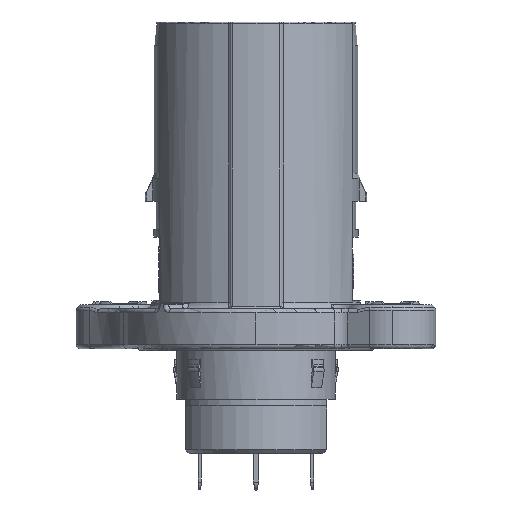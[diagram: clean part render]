
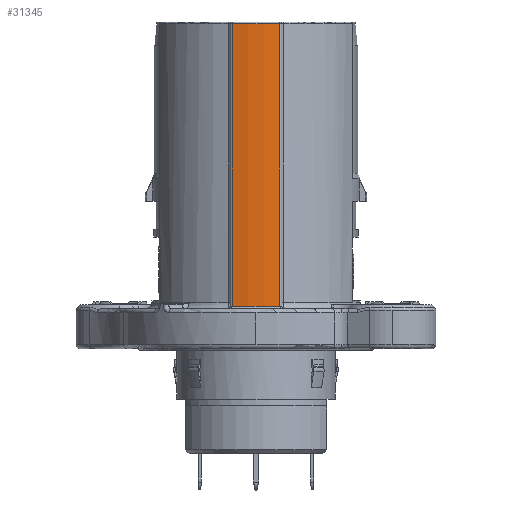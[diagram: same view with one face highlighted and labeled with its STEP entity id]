
A CAD part, left-side view. The second image highlights one B-rep face of the part: STEP entity #31345.
In plain terms, the highlighted cylindrical face has radius 14.95 mm (diameter 29.9 mm), a partial arc.
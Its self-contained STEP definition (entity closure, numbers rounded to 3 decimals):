
#1731 = CARTESIAN_POINT ( 'NONE',  ( -14.644, -3.01, 5.3 ) ) ;
#6491 = CIRCLE ( 'NONE', #99029, 14.95 ) ;
#16147 = VERTEX_POINT ( 'NONE', #1731 ) ;
#18410 = EDGE_CURVE ( 'NONE', #16147, #70493, #65081, .T. ) ;
#18865 = CARTESIAN_POINT ( 'NONE',  ( -14.644, 3.01, -1.882 ) ) ;
#20286 = CYLINDRICAL_SURFACE ( 'NONE', #76997, 14.95 ) ;
#20344 = CARTESIAN_POINT ( 'NONE',  ( -14.644, -3.01, 40.8 ) ) ;
#22029 = CARTESIAN_POINT ( 'NONE',  ( 0., 0., 40.8 ) ) ;
#24258 = CIRCLE ( 'NONE', #45711, 14.95 ) ;
#25756 = VECTOR ( 'NONE', #85028, 1000. ) ;
#26655 = ORIENTED_EDGE ( 'NONE', *, *, #44279, .T. ) ;
#29722 = CARTESIAN_POINT ( 'NONE',  ( -14.644, -3.01, -1.882 ) ) ;
#31345 = ADVANCED_FACE ( 'NONE', ( #59723 ), #20286, .T. ) ;
#33178 = ORIENTED_EDGE ( 'NONE', *, *, #85508, .T. ) ;
#34272 = ORIENTED_EDGE ( 'NONE', *, *, #18410, .T. ) ;
#38714 = LINE ( 'NONE', #18865, #54121 ) ;
#42057 = DIRECTION ( 'NONE',  ( 1., 0., 0. ) ) ;
#44279 = EDGE_CURVE ( 'NONE', #92957, #16147, #6491, .T. ) ;
#44975 = DIRECTION ( 'NONE',  ( 0., 0., 1. ) ) ;
#45711 = AXIS2_PLACEMENT_3D ( 'NONE', #22029, #112329, #58524 ) ;
#48853 = ORIENTED_EDGE ( 'NONE', *, *, #63855, .T. ) ;
#54121 = VECTOR ( 'NONE', #82050, 1000. ) ;
#54827 = CARTESIAN_POINT ( 'NONE',  ( -14.644, 3.01, 5.3 ) ) ;
#58524 = DIRECTION ( 'NONE',  ( 1., 0., 0. ) ) ;
#59723 = FACE_OUTER_BOUND ( 'NONE', #110579, .T. ) ;
#63855 = EDGE_CURVE ( 'NONE', #70493, #88544, #24258, .T. ) ;
#65081 = LINE ( 'NONE', #29722, #25756 ) ;
#70493 = VERTEX_POINT ( 'NONE', #20344 ) ;
#72003 = CARTESIAN_POINT ( 'NONE',  ( 0., 0., 5.3 ) ) ;
#74420 = CARTESIAN_POINT ( 'NONE',  ( -14.644, 3.01, 40.8 ) ) ;
#76997 = AXIS2_PLACEMENT_3D ( 'NONE', #103757, #95423, #42057 ) ;
#81034 = DIRECTION ( 'NONE',  ( 1., 0., 0. ) ) ;
#82050 = DIRECTION ( 'NONE',  ( 0., 0., -1. ) ) ;
#85028 = DIRECTION ( 'NONE',  ( 0., 0., 1. ) ) ;
#85508 = EDGE_CURVE ( 'NONE', #88544, #92957, #38714, .T. ) ;
#88544 = VERTEX_POINT ( 'NONE', #74420 ) ;
#92957 = VERTEX_POINT ( 'NONE', #54827 ) ;
#95423 = DIRECTION ( 'NONE',  ( 0., 0., 1. ) ) ;
#99029 = AXIS2_PLACEMENT_3D ( 'NONE', #72003, #44975, #81034 ) ;
#103757 = CARTESIAN_POINT ( 'NONE',  ( 0., 0., -1.882 ) ) ;
#110579 = EDGE_LOOP ( 'NONE', ( #34272, #48853, #33178, #26655 ) ) ;
#112329 = DIRECTION ( 'NONE',  ( 0., 0., -1. ) ) ;
